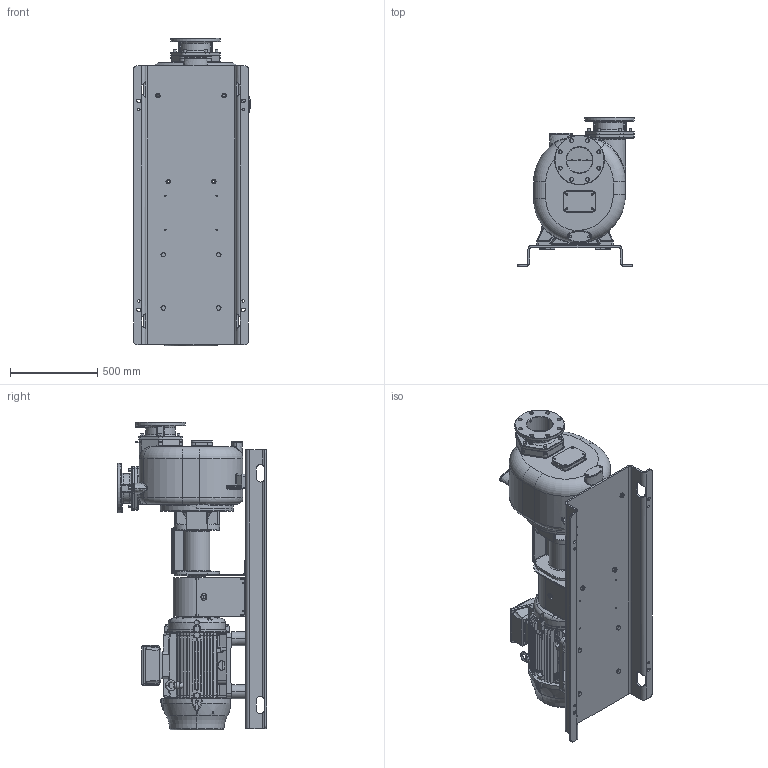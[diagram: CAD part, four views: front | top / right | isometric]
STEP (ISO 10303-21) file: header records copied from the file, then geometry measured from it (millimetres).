
FILE_DESCRIPTION((''),'2;1');
FILE_NAME('ESPORTAZIONE_SW0002','2017-04-04T',('Nicola'),(''),'CREO PARAMETRIC BY PTC INC, 2016380','CREO PARAMETRIC BY PTC INC, 2016380','');
FILE_SCHEMA(('CONFIG_CONTROL_DESIGN'));
Products named in the file (1): ESPORTAZIONE_SW0002
Bounding box: 671.5 x 856 x 1767.76 mm (x, y, z)
Volume: 197446562 mm3; surface area: 8519415.4 mm2
Topology: 4 solids, 7 shells, 3827 faces, 10059 edges, 6376 vertices
Faces by surface type: plane 1455, cylinder 1403, cone 371, bspline 370, torus 204, sphere 20, extrusion 4
Entity records: 174463 total; most frequent: CARTESIAN_POINT 82353, ORIENTED_EDGE 20106, DIRECTION 18348, EDGE_CURVE 10053, AXIS2_PLACEMENT_3D 7071, VERTEX_POINT 6376, EDGE_LOOP 4213, VECTOR 4206
